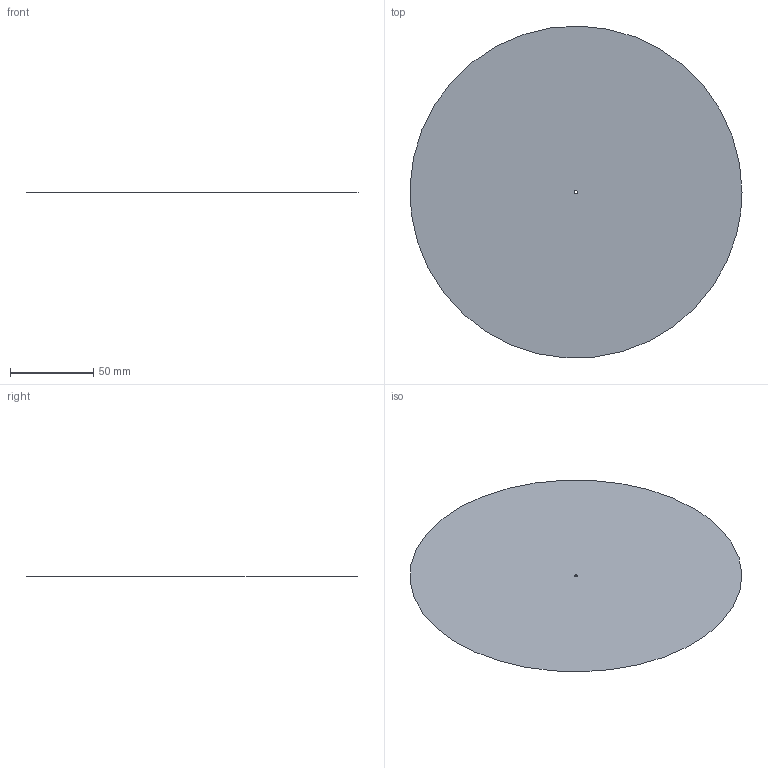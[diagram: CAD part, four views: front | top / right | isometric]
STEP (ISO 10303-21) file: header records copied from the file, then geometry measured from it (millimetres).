
FILE_DESCRIPTION(('Open CASCADE Model'),'2;1');
FILE_NAME('Open CASCADE Shape Model','2020-08-10T19:15:53',('Author'),( 'Open CASCADE'),'Open CASCADE STEP processor 7.3','Open CASCADE 7.3' ,'Unknown');
FILE_SCHEMA(('AUTOMOTIVE_DESIGN { 1 0 10303 214 1 1 1 1 }'));
Length unit declared in the file: millimetre
Products named in the file (7): Open CASCADE STEP translator 7.3 1; Open CASCADE STEP translator 7.3 1.1; Open CASCADE STEP translator 7.3 1.2; Open CASCADE STEP translator 7.3 1.3; Open CASCADE STEP translator 7.3 1.4; Open CASCADE STEP translator 7.3 1.5; Open CASCADE STEP translator 7.3 1.6
Assembly tree (6 placements, depth 2):
  Open CASCADE STEP translator 7.3 1
    Open CASCADE STEP translator 7.3 1.1
    Open CASCADE STEP translator 7.3 1.2
    Open CASCADE STEP translator 7.3 1.3
    Open CASCADE STEP translator 7.3 1.4
    Open CASCADE STEP translator 7.3 1.5
    Open CASCADE STEP translator 7.3 1.6
Bounding box: 199.92 x 199.8 x 0 mm (x, y, z)
Surface area: 31412.8 mm2 (no closed solid volume)
Topology: 0 solids, 1 shells, 1 faces, 6 edges, 8 vertices
Faces by surface type: plane 1
Entity records: 207 total; most frequent: DIRECTION 30, CARTESIAN_POINT 28, AXIS2_PLACEMENT_3D 14, PRODUCT_DEFINITION_SHAPE 13, SHAPE_DEFINITION_REPRESENTATION 7, PRODUCT_DEFINITION 7, PRODUCT_DEFINITION_FORMATION 7, PRODUCT 7
